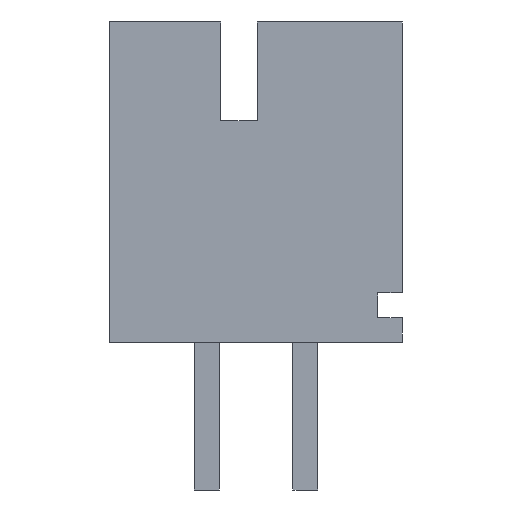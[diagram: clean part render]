
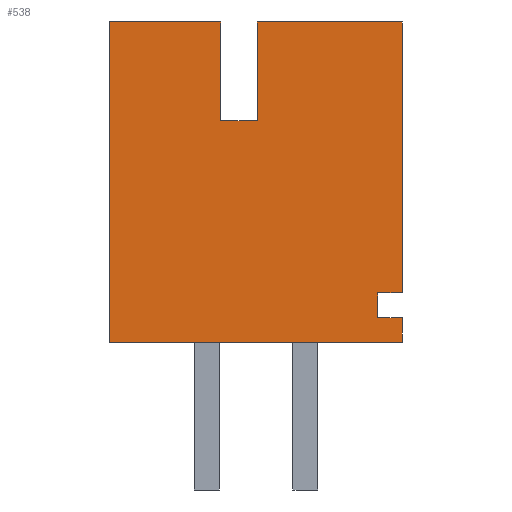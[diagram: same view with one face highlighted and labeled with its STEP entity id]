
A CAD part, left-side view. The second image highlights one B-rep face of the part: STEP entity #538.
In plain terms, the highlighted planar face has unit normal (-1, 0, 0).
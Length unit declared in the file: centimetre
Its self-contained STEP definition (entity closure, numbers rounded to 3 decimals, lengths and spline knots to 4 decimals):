
#90=CARTESIAN_POINT('',(-0.197,0.097,0.45));
#91=VERTEX_POINT('',#90);
#98=CARTESIAN_POINT('',(-0.197,0.097,0.65));
#99=VERTEX_POINT('',#98);
#100=CARTESIAN_POINT('',(-0.197,0.097,12345.275));
#101=DIRECTION('',(0.,-0.,-1.));
#102=VECTOR('',#101,24690.);
#103=LINE('',#100,#102);
#104=EDGE_CURVE('',#99,#91,#103,.T.);
#195=CARTESIAN_POINT('',(-0.197,0.172,0.65));
#196=VERTEX_POINT('',#195);
#203=CARTESIAN_POINT('',(-0.197,0.172,0.45));
#204=VERTEX_POINT('',#203);
#205=CARTESIAN_POINT('',(-0.197,0.172,-12344.725));
#206=DIRECTION('',(0.,0.,1.));
#207=VECTOR('',#206,24690.);
#208=LINE('',#205,#207);
#209=EDGE_CURVE('',#204,#196,#208,.T.);
#233=CARTESIAN_POINT('',(-0.197,-12344.8828,0.45));
#234=DIRECTION('',(-0.,1.,0.));
#235=VECTOR('',#234,24690.);
#236=LINE('',#233,#235);
#237=EDGE_CURVE('',#91,#204,#236,.T.);
#259=CARTESIAN_POINT('',(-0.197,-0.147,0.05));
#260=VERTEX_POINT('',#259);
#267=CARTESIAN_POINT('',(-0.197,-0.197,0.05));
#268=VERTEX_POINT('',#267);
#269=CARTESIAN_POINT('',(-0.197,-12345.036,0.05));
#270=DIRECTION('',(-0.,1.,0.));
#271=VECTOR('',#270,24690.);
#272=LINE('',#269,#271);
#273=EDGE_CURVE('',#268,#260,#272,.T.);
#314=CARTESIAN_POINT('',(-0.197,-0.147,0.1));
#315=VERTEX_POINT('',#314);
#322=CARTESIAN_POINT('',(-0.197,-0.147,-12344.9625));
#323=DIRECTION('',(0.,0.,1.));
#324=VECTOR('',#323,24690.);
#325=LINE('',#322,#324);
#326=EDGE_CURVE('',#260,#315,#325,.T.);
#346=CARTESIAN_POINT('',(-0.197,-0.197,0.1));
#347=VERTEX_POINT('',#346);
#354=CARTESIAN_POINT('',(-0.197,12344.964,0.1));
#355=DIRECTION('',(0.,-1.,0.));
#356=VECTOR('',#355,24690.);
#357=LINE('',#354,#356);
#358=EDGE_CURVE('',#315,#347,#357,.T.);
#389=CARTESIAN_POINT('',(-0.197,0.397,0.65));
#390=VERTEX_POINT('',#389);
#397=CARTESIAN_POINT('',(-0.197,-12345.197,0.65));
#398=DIRECTION('',(-0.,1.,0.));
#399=VECTOR('',#398,24690.);
#400=LINE('',#397,#399);
#401=EDGE_CURVE('',#196,#390,#400,.T.);
#488=CARTESIAN_POINT('',(-0.197,0.1,0.));
#489=DIRECTION('',(-1.,-0.,0.));
#490=DIRECTION('',(0.,-1.,0.));
#491=AXIS2_PLACEMENT_3D('',#488,#489,#490);
#492=PLANE('',#491);
#493=ORIENTED_EDGE('',*,*,#104,.T.);
#494=ORIENTED_EDGE('',*,*,#237,.T.);
#495=ORIENTED_EDGE('',*,*,#209,.T.);
#496=ORIENTED_EDGE('',*,*,#401,.T.);
#497=CARTESIAN_POINT('',(-0.197,0.397,0.));
#498=VERTEX_POINT('',#497);
#499=CARTESIAN_POINT('',(-0.197,0.397,-12345.));
#500=DIRECTION('',(0.,0.,1.));
#501=VECTOR('',#500,24690.);
#502=LINE('',#499,#501);
#503=EDGE_CURVE('',#498,#390,#502,.T.);
#504=ORIENTED_EDGE('',*,*,#503,.F.);
#505=CARTESIAN_POINT('',(-0.197,-0.197,0.));
#506=VERTEX_POINT('',#505);
#507=CARTESIAN_POINT('',(-0.197,12345.397,0.));
#508=DIRECTION('',(0.,-1.,0.));
#509=VECTOR('',#508,24690.);
#510=LINE('',#507,#509);
#511=EDGE_CURVE('',#498,#506,#510,.T.);
#512=ORIENTED_EDGE('',*,*,#511,.T.);
#513=CARTESIAN_POINT('',(-0.197,-0.197,-12345.));
#514=DIRECTION('',(0.,0.,1.));
#515=VECTOR('',#514,24690.);
#516=LINE('',#513,#515);
#517=EDGE_CURVE('',#506,#268,#516,.T.);
#518=ORIENTED_EDGE('',*,*,#517,.T.);
#519=ORIENTED_EDGE('',*,*,#273,.T.);
#520=ORIENTED_EDGE('',*,*,#326,.T.);
#521=ORIENTED_EDGE('',*,*,#358,.T.);
#522=CARTESIAN_POINT('',(-0.197,-0.197,0.65));
#523=VERTEX_POINT('',#522);
#524=CARTESIAN_POINT('',(-0.197,-0.197,-12345.));
#525=DIRECTION('',(0.,0.,1.));
#526=VECTOR('',#525,24690.);
#527=LINE('',#524,#526);
#528=EDGE_CURVE('',#347,#523,#527,.T.);
#529=ORIENTED_EDGE('',*,*,#528,.T.);
#530=CARTESIAN_POINT('',(-0.197,-12345.197,0.65));
#531=DIRECTION('',(-0.,1.,0.));
#532=VECTOR('',#531,24690.);
#533=LINE('',#530,#532);
#534=EDGE_CURVE('',#523,#99,#533,.T.);
#535=ORIENTED_EDGE('',*,*,#534,.T.);
#536=EDGE_LOOP('',(#493,#494,#495,#496,#504,#512,#518,#519,#520,#521,#529,#535));
#537=FACE_BOUND('',#536,.T.);
#538=ADVANCED_FACE('',(#537),#492,.T.);
